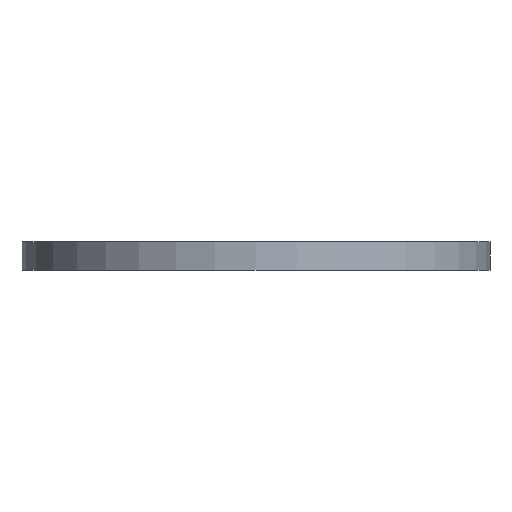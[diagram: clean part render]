
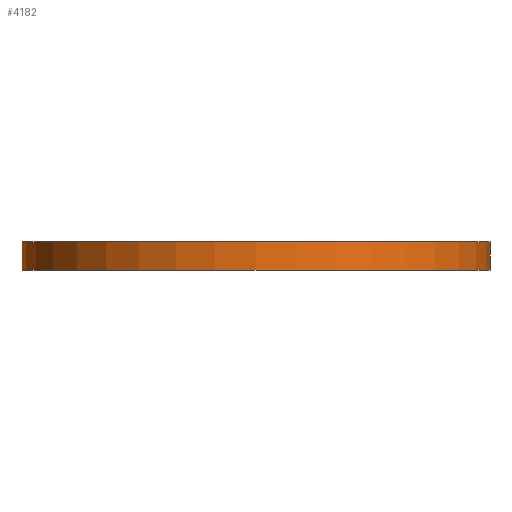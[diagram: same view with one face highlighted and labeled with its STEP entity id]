
A CAD part, front view. The second image highlights one B-rep face of the part: STEP entity #4182.
In plain terms, the highlighted cylindrical face has radius 12.5 mm (diameter 25 mm), a partial arc.
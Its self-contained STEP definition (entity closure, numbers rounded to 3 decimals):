
#2775=CARTESIAN_POINT('',(0.,0.,0.));
#2776=DIRECTION('',(0.,0.,1.));
#2777=DIRECTION('',(-1.,0.,0.));
#2778=AXIS2_PLACEMENT_3D('',#2775,#2776,#2777);
#2799=DIRECTION('',(0.,0.,1.));
#2800=VECTOR('',#2799,1.5);
#2801=CARTESIAN_POINT('',(12.5,0.,0.));
#2802=LINE('',#2801,#2800);
#2806=DIRECTION('',(0.,0.,1.));
#2807=VECTOR('',#2806,1.5);
#2808=CARTESIAN_POINT('',(-12.5,0.,0.));
#2809=LINE('',#2808,#2807);
#2821=CARTESIAN_POINT('',(0.,0.,1.5));
#2822=DIRECTION('',(0.,0.,-1.));
#2823=DIRECTION('',(1.,0.,0.));
#2824=AXIS2_PLACEMENT_3D('',#2821,#2822,#2823);
#3915=CARTESIAN_POINT('',(12.5,0.,0.));
#3916=CARTESIAN_POINT('',(-12.5,0.,0.));
#3917=VERTEX_POINT('',#3915);
#3918=VERTEX_POINT('',#3916);
#3923=CARTESIAN_POINT('',(12.5,0.,1.5));
#3924=VERTEX_POINT('',#3923);
#3925=CARTESIAN_POINT('',(-12.5,0.,1.5));
#3926=VERTEX_POINT('',#3925);
#4170=CARTESIAN_POINT('',(0.,0.,0.));
#4171=DIRECTION('',(0.,0.,1.));
#4172=DIRECTION('',(1.,0.,0.));
#4173=AXIS2_PLACEMENT_3D('',#4170,#4171,#4172);
#4174=CYLINDRICAL_SURFACE('',#4173,12.5);
#4175=ORIENTED_EDGE('',*,*,#4130,.F.);
#4176=ORIENTED_EDGE('',*,*,#4158,.T.);
#4178=ORIENTED_EDGE('',*,*,#4177,.F.);
#4179=ORIENTED_EDGE('',*,*,#4154,.F.);
#4180=EDGE_LOOP('',(#4175,#4176,#4178,#4179));
#4181=FACE_OUTER_BOUND('',#4180,.F.);
#2779=CIRCLE('',#2778,12.5);
#2825=CIRCLE('',#2824,12.5);
#4130=EDGE_CURVE('',#3918,#3917,#2779,.T.);
#4154=EDGE_CURVE('',#3917,#3924,#2802,.T.);
#4158=EDGE_CURVE('',#3918,#3926,#2809,.T.);
#4177=EDGE_CURVE('',#3924,#3926,#2825,.T.);
#4182=ADVANCED_FACE('',(#4181),#4174,.T.);
